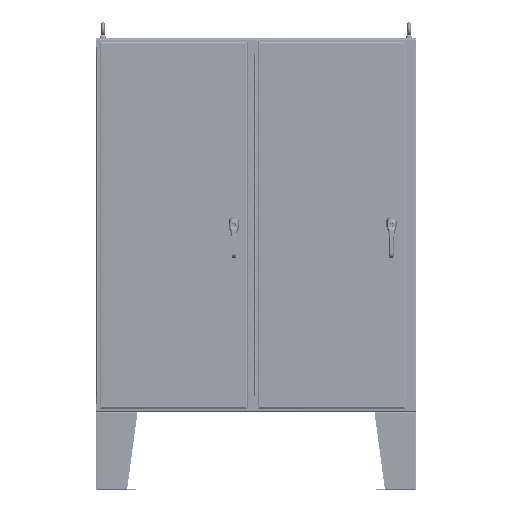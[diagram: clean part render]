
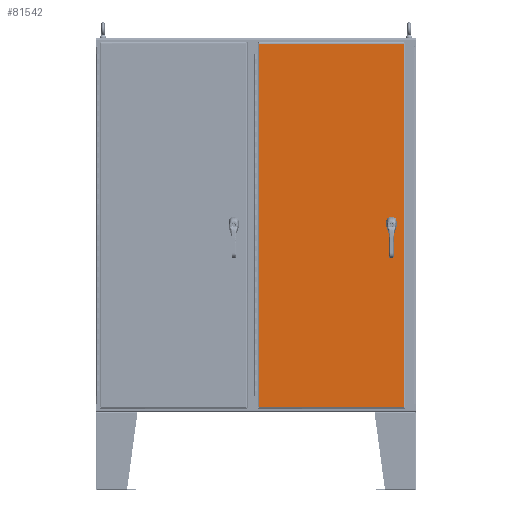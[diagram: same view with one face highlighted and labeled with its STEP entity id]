
A CAD part, top view. The second image highlights one B-rep face of the part: STEP entity #81542.
In plain terms, the highlighted planar face has unit normal (0, 0, 1).
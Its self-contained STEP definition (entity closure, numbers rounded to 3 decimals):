
#4203=FACE_BOUND('',#12983,.T.);
#4204=FACE_BOUND('',#12984,.T.);
#4205=FACE_BOUND('',#12985,.T.);
#4206=FACE_BOUND('',#12986,.T.);
#5075=PLANE('',#89678);
#8035=FACE_OUTER_BOUND('',#12982,.T.);
#12982=EDGE_LOOP('',(#61163,#61164,#61165,#61166));
#12983=EDGE_LOOP('',(#61167));
#12984=EDGE_LOOP('',(#61168));
#12985=EDGE_LOOP('',(#61169));
#12986=EDGE_LOOP('',(#61170,#61171,#61172,#61173,#61174,#61175,#61176,#61177));
#18425=LINE('',#158106,#24512);
#18429=LINE('',#158118,#24516);
#18433=LINE('',#158130,#24520);
#18437=LINE('',#158141,#24524);
#18465=LINE('',#158328,#24552);
#18480=LINE('',#158545,#24567);
#18488=LINE('',#158590,#24575);
#18489=LINE('',#158593,#24576);
#24512=VECTOR('',#103983,0.394);
#24516=VECTOR('',#103995,0.394);
#24520=VECTOR('',#104007,0.394);
#24524=VECTOR('',#104019,0.394);
#24552=VECTOR('',#104065,0.394);
#24567=VECTOR('',#104092,0.394);
#24575=VECTOR('',#104106,0.394);
#24576=VECTOR('',#104111,0.394);
#30008=CIRCLE('',#89635,0.141);
#30010=CIRCLE('',#89638,0.141);
#30012=CIRCLE('',#89641,0.141);
#30014=CIRCLE('',#89644,0.453);
#30016=CIRCLE('',#89648,0.453);
#30018=CIRCLE('',#89652,0.453);
#30020=CIRCLE('',#89656,0.453);
#35511=VERTEX_POINT('',#158078);
#35513=VERTEX_POINT('',#158084);
#35515=VERTEX_POINT('',#158090);
#35517=VERTEX_POINT('',#158096);
#35518=VERTEX_POINT('',#158097);
#35521=VERTEX_POINT('',#158105);
#35523=VERTEX_POINT('',#158111);
#35525=VERTEX_POINT('',#158117);
#35527=VERTEX_POINT('',#158123);
#35529=VERTEX_POINT('',#158129);
#35531=VERTEX_POINT('',#158135);
#35552=VERTEX_POINT('',#158262);
#35556=VERTEX_POINT('',#158317);
#35565=VERTEX_POINT('',#158456);
#35571=VERTEX_POINT('',#158528);
#44673=EDGE_CURVE('',#35511,#35511,#30008,.T.);
#44676=EDGE_CURVE('',#35513,#35513,#30010,.T.);
#44679=EDGE_CURVE('',#35515,#35515,#30012,.T.);
#44682=EDGE_CURVE('',#35517,#35518,#30014,.T.);
#44686=EDGE_CURVE('',#35521,#35517,#18425,.T.);
#44689=EDGE_CURVE('',#35523,#35521,#30016,.T.);
#44692=EDGE_CURVE('',#35525,#35523,#18429,.T.);
#44695=EDGE_CURVE('',#35527,#35525,#30018,.T.);
#44698=EDGE_CURVE('',#35529,#35527,#18433,.T.);
#44701=EDGE_CURVE('',#35531,#35529,#30020,.T.);
#44704=EDGE_CURVE('',#35518,#35531,#18437,.T.);
#44739=EDGE_CURVE('',#35552,#35556,#18465,.T.);
#44765=EDGE_CURVE('',#35571,#35565,#18480,.T.);
#44774=EDGE_CURVE('',#35565,#35552,#18488,.T.);
#44775=EDGE_CURVE('',#35556,#35571,#18489,.T.);
#61163=ORIENTED_EDGE('',*,*,#44774,.T.);
#61164=ORIENTED_EDGE('',*,*,#44739,.T.);
#61165=ORIENTED_EDGE('',*,*,#44775,.T.);
#61166=ORIENTED_EDGE('',*,*,#44765,.T.);
#61167=ORIENTED_EDGE('',*,*,#44673,.T.);
#61168=ORIENTED_EDGE('',*,*,#44676,.T.);
#61169=ORIENTED_EDGE('',*,*,#44679,.T.);
#61170=ORIENTED_EDGE('',*,*,#44682,.T.);
#61171=ORIENTED_EDGE('',*,*,#44704,.T.);
#61172=ORIENTED_EDGE('',*,*,#44701,.T.);
#61173=ORIENTED_EDGE('',*,*,#44698,.T.);
#61174=ORIENTED_EDGE('',*,*,#44695,.T.);
#61175=ORIENTED_EDGE('',*,*,#44692,.T.);
#61176=ORIENTED_EDGE('',*,*,#44689,.T.);
#61177=ORIENTED_EDGE('',*,*,#44686,.T.);
#81542=ADVANCED_FACE('',(#8035,#4203,#4204,#4205,#4206),#5075,.T.);
#89635=AXIS2_PLACEMENT_3D('',#158079,#103954,#103955);
#89638=AXIS2_PLACEMENT_3D('',#158085,#103961,#103962);
#89641=AXIS2_PLACEMENT_3D('',#158091,#103968,#103969);
#89644=AXIS2_PLACEMENT_3D('',#158098,#103975,#103976);
#89648=AXIS2_PLACEMENT_3D('',#158112,#103988,#103989);
#89652=AXIS2_PLACEMENT_3D('',#158124,#104000,#104001);
#89656=AXIS2_PLACEMENT_3D('',#158136,#104012,#104013);
#89678=AXIS2_PLACEMENT_3D('',#158592,#104109,#104110);
#103954=DIRECTION('center_axis',(0.,0.,-1.));
#103955=DIRECTION('ref_axis',(-1.,0.,0.));
#103961=DIRECTION('center_axis',(0.,0.,-1.));
#103962=DIRECTION('ref_axis',(-1.,0.,0.));
#103968=DIRECTION('center_axis',(0.,0.,-1.));
#103969=DIRECTION('ref_axis',(-1.,0.,0.));
#103975=DIRECTION('center_axis',(0.,0.,-1.));
#103976=DIRECTION('ref_axis',(-0.883,-0.469,0.));
#103983=DIRECTION('',(-1.,0.,0.));
#103988=DIRECTION('center_axis',(0.,0.,-1.));
#103989=DIRECTION('ref_axis',(0.469,-0.883,0.));
#103995=DIRECTION('',(0.,-1.,0.));
#104000=DIRECTION('center_axis',(0.,0.,-1.));
#104001=DIRECTION('ref_axis',(0.883,0.469,0.));
#104007=DIRECTION('',(1.,0.,0.));
#104012=DIRECTION('center_axis',(0.,0.,-1.));
#104013=DIRECTION('ref_axis',(-0.469,0.883,0.));
#104019=DIRECTION('',(0.,1.,0.));
#104065=DIRECTION('',(1.,0.,0.));
#104092=DIRECTION('',(-1.,0.,0.));
#104106=DIRECTION('',(0.,-1.,0.));
#104109=DIRECTION('center_axis',(0.,0.,1.));
#104110=DIRECTION('ref_axis',(1.,0.,0.));
#104111=DIRECTION('',(0.,1.,0.));
#158078=CARTESIAN_POINT('',(11.703,-1.377,0.104));
#158079=CARTESIAN_POINT('Origin',(11.563,-1.377,0.104));
#158084=CARTESIAN_POINT('',(11.703,0.885,0.104));
#158085=CARTESIAN_POINT('Origin',(11.563,0.885,0.104));
#158090=CARTESIAN_POINT('',(11.703,-0.885,0.104));
#158091=CARTESIAN_POINT('Origin',(11.563,-0.885,0.104));
#158096=CARTESIAN_POINT('',(11.35,-0.4,0.104));
#158097=CARTESIAN_POINT('',(11.163,-0.213,0.104));
#158098=CARTESIAN_POINT('Origin',(11.563,0.,0.104));
#158105=CARTESIAN_POINT('',(11.775,-0.4,0.104));
#158106=CARTESIAN_POINT('',(5.888,-0.4,0.104));
#158111=CARTESIAN_POINT('',(11.963,-0.213,0.104));
#158112=CARTESIAN_POINT('Origin',(11.563,0.,0.104));
#158117=CARTESIAN_POINT('',(11.963,0.213,0.104));
#158118=CARTESIAN_POINT('',(11.963,0.106,0.104));
#158123=CARTESIAN_POINT('',(11.775,0.4,0.104));
#158124=CARTESIAN_POINT('Origin',(11.563,0.,0.104));
#158129=CARTESIAN_POINT('',(11.35,0.4,0.104));
#158130=CARTESIAN_POINT('',(5.675,0.4,0.104));
#158135=CARTESIAN_POINT('',(11.163,0.213,0.104));
#158136=CARTESIAN_POINT('Origin',(11.563,0.,0.104));
#158141=CARTESIAN_POINT('',(11.163,-0.106,0.104));
#158262=CARTESIAN_POINT('',(-14.005,-35.021,0.104));
#158317=CARTESIAN_POINT('',(13.896,-35.021,0.104));
#158328=CARTESIAN_POINT('',(-7.125,-35.021,0.104));
#158456=CARTESIAN_POINT('',(-14.005,35.021,0.104));
#158528=CARTESIAN_POINT('',(13.896,35.021,0.104));
#158545=CARTESIAN_POINT('',(6.948,35.021,0.104));
#158590=CARTESIAN_POINT('',(-14.005,17.511,0.104));
#158592=CARTESIAN_POINT('Origin',(0.,0.,
0.104));
#158593=CARTESIAN_POINT('',(13.896,-17.511,0.104));
